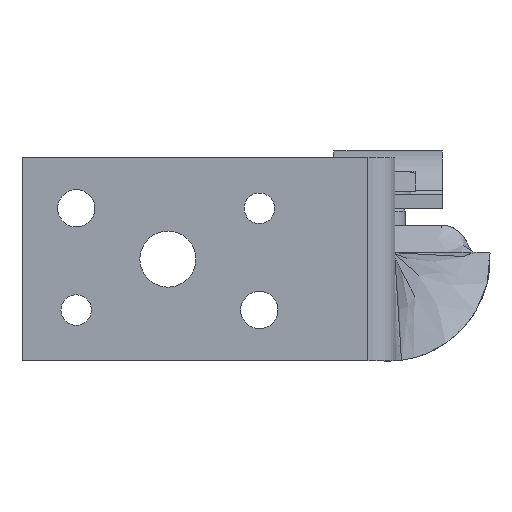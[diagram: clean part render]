
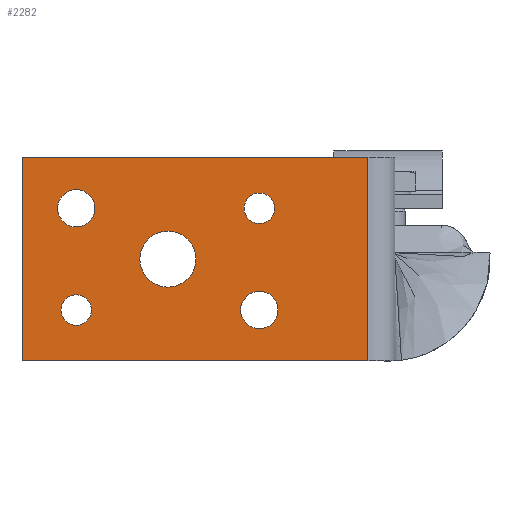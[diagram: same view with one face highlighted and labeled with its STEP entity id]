
A CAD part, front view. The second image highlights one B-rep face of the part: STEP entity #2282.
In plain terms, the highlighted planar face has unit normal (0, -1, 0).
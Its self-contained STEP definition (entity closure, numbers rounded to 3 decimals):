
#202=FACE_BOUND('',#490,.T.);
#203=FACE_BOUND('',#491,.T.);
#204=FACE_BOUND('',#492,.T.);
#205=FACE_BOUND('',#493,.T.);
#206=FACE_BOUND('',#494,.T.);
#245=PLANE('',#2533);
#347=FACE_OUTER_BOUND('',#489,.T.);
#489=EDGE_LOOP('',(#1789,#1790,#1791,#1792));
#490=EDGE_LOOP('',(#1793));
#491=EDGE_LOOP('',(#1794));
#492=EDGE_LOOP('',(#1795));
#493=EDGE_LOOP('',(#1796));
#494=EDGE_LOOP('',(#1797));
#629=LINE('',#4524,#781);
#633=LINE('',#4534,#785);
#638=LINE('',#4548,#790);
#640=LINE('',#4551,#792);
#781=VECTOR('',#2836,10.);
#785=VECTOR('',#2846,2.88);
#790=VECTOR('',#2863,10.);
#792=VECTOR('',#2867,10.);
#880=CIRCLE('',#2495,2.75);
#882=CIRCLE('',#2498,2.25);
#884=CIRCLE('',#2501,2.25);
#886=CIRCLE('',#2504,2.75);
#888=CIRCLE('',#2507,4.125);
#964=VERTEX_POINT('',#3256);
#966=VERTEX_POINT('',#3262);
#968=VERTEX_POINT('',#3268);
#970=VERTEX_POINT('',#3274);
#972=VERTEX_POINT('',#3280);
#1044=VERTEX_POINT('',#4522);
#1045=VERTEX_POINT('',#4523);
#1048=VERTEX_POINT('',#4532);
#1051=VERTEX_POINT('',#4547);
#1187=EDGE_CURVE('',#964,#964,#880,.T.);
#1190=EDGE_CURVE('',#966,#966,#882,.T.);
#1193=EDGE_CURVE('',#968,#968,#884,.T.);
#1196=EDGE_CURVE('',#970,#970,#886,.T.);
#1199=EDGE_CURVE('',#972,#972,#888,.T.);
#1305=EDGE_CURVE('',#1044,#1045,#629,.T.);
#1311=EDGE_CURVE('',#1048,#1045,#633,.T.);
#1318=EDGE_CURVE('',#1044,#1051,#638,.T.);
#1320=EDGE_CURVE('',#1051,#1048,#640,.T.);
#1789=ORIENTED_EDGE('',*,*,#1305,.T.);
#1790=ORIENTED_EDGE('',*,*,#1311,.F.);
#1791=ORIENTED_EDGE('',*,*,#1320,.F.);
#1792=ORIENTED_EDGE('',*,*,#1318,.F.);
#1793=ORIENTED_EDGE('',*,*,#1187,.T.);
#1794=ORIENTED_EDGE('',*,*,#1190,.T.);
#1795=ORIENTED_EDGE('',*,*,#1193,.T.);
#1796=ORIENTED_EDGE('',*,*,#1196,.T.);
#1797=ORIENTED_EDGE('',*,*,#1199,.T.);
#2282=ADVANCED_FACE('',(#347,#202,#203,#204,#205,#206),#245,.T.);
#2495=AXIS2_PLACEMENT_3D('',#3257,#2753,#2754);
#2498=AXIS2_PLACEMENT_3D('',#3263,#2760,#2761);
#2501=AXIS2_PLACEMENT_3D('',#3269,#2767,#2768);
#2504=AXIS2_PLACEMENT_3D('',#3275,#2774,#2775);
#2507=AXIS2_PLACEMENT_3D('',#3281,#2781,#2782);
#2533=AXIS2_PLACEMENT_3D('',#4552,#2868,#2869);
#2753=DIRECTION('center_axis',(0.,1.,0.));
#2754=DIRECTION('ref_axis',(-1.,0.,0.));
#2760=DIRECTION('center_axis',(0.,1.,0.));
#2761=DIRECTION('ref_axis',(-1.,0.,0.));
#2767=DIRECTION('center_axis',(0.,1.,0.));
#2768=DIRECTION('ref_axis',(-1.,0.,0.));
#2774=DIRECTION('center_axis',(0.,1.,0.));
#2775=DIRECTION('ref_axis',(-1.,0.,0.));
#2781=DIRECTION('center_axis',(0.,1.,0.));
#2782=DIRECTION('ref_axis',(-1.,0.,0.));
#2836=DIRECTION('',(0.,0.,1.));
#2846=DIRECTION('',(1.,0.,0.));
#2863=DIRECTION('',(-1.,0.,0.));
#2867=DIRECTION('',(0.,0.,1.));
#2868=DIRECTION('center_axis',(0.,-1.,0.));
#2869=DIRECTION('ref_axis',(0.,0.,-1.));
#3256=CARTESIAN_POINT('',(-16.25,-45.5,-10.5));
#3257=CARTESIAN_POINT('Origin',(-19.,-45.5,-10.5));
#3262=CARTESIAN_POINT('',(-43.75,-45.5,-10.5));
#3263=CARTESIAN_POINT('Origin',(-46.,-45.5,-10.5));
#3268=CARTESIAN_POINT('',(-16.75,-45.5,4.5));
#3269=CARTESIAN_POINT('Origin',(-19.,-45.5,4.5));
#3274=CARTESIAN_POINT('',(-43.25,-45.5,4.5));
#3275=CARTESIAN_POINT('Origin',(-46.,-45.5,4.5));
#3280=CARTESIAN_POINT('',(-28.375,-45.5,-3.));
#3281=CARTESIAN_POINT('Origin',(-32.5,-45.5,-3.));
#4522=CARTESIAN_POINT('',(-3.,-45.5,-18.));
#4523=CARTESIAN_POINT('',(-3.,-45.5,12.));
#4524=CARTESIAN_POINT('',(-3.,-45.5,-3.));
#4532=CARTESIAN_POINT('',(-54.,-45.5,12.));
#4534=CARTESIAN_POINT('',(6.048,-45.5,12.));
#4547=CARTESIAN_POINT('',(-54.,-45.5,-18.));
#4548=CARTESIAN_POINT('',(-3.,-45.5,-18.));
#4551=CARTESIAN_POINT('',(-54.,-45.5,-18.));
#4552=CARTESIAN_POINT('Origin',(-26.238,-45.5,-3.));
